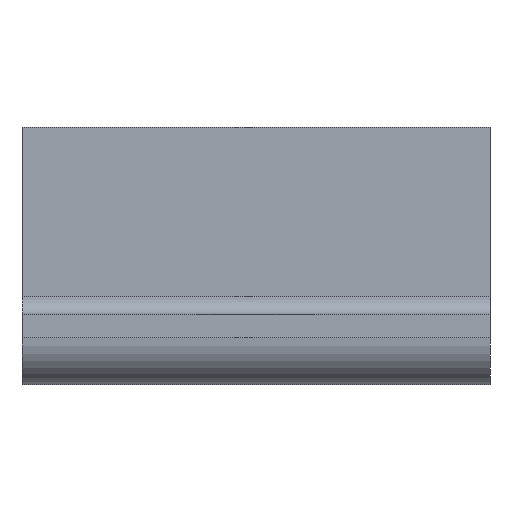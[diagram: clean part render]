
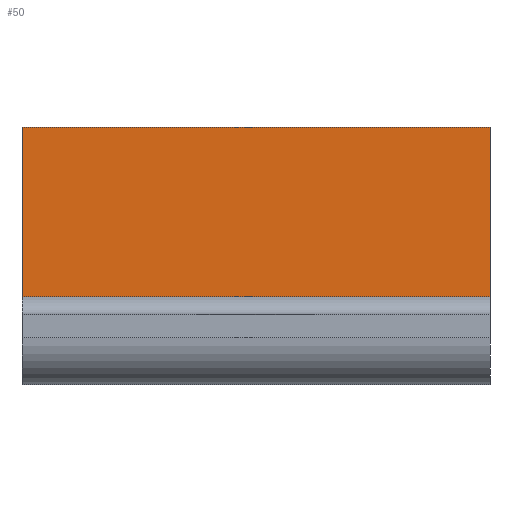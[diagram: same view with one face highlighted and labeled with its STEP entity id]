
A CAD part, front view. The second image highlights one B-rep face of the part: STEP entity #50.
In plain terms, the highlighted planar face has unit normal (0, -1, 0).
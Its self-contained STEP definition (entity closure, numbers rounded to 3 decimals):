
#45 = LINE ( 'NONE', #694, #514 ) ;
#47 = ORIENTED_EDGE ( 'NONE', *, *, #702, .F. ) ;
#50 = ADVANCED_FACE ( 'NONE', ( #205 ), #437, .F. ) ;
#73 = LINE ( 'NONE', #607, #692 ) ;
#94 = VERTEX_POINT ( 'NONE', #135 ) ;
#115 = ORIENTED_EDGE ( 'NONE', *, *, #556, .T. ) ;
#131 = VERTEX_POINT ( 'NONE', #678 ) ;
#135 = CARTESIAN_POINT ( 'NONE',  ( 20., 20., 1.5 ) ) ;
#144 = CARTESIAN_POINT ( 'NONE',  ( -20., 20., 1.5 ) ) ;
#182 = DIRECTION ( 'NONE',  ( 0., 0., 1. ) ) ;
#205 = FACE_OUTER_BOUND ( 'NONE', #442, .T. ) ;
#222 = VERTEX_POINT ( 'NONE', #144 ) ;
#226 = ORIENTED_EDGE ( 'NONE', *, *, #250, .T. ) ;
#233 = DIRECTION ( 'NONE',  ( 0., 0., -1. ) ) ;
#234 = DIRECTION ( 'NONE',  ( 1., 0., 0. ) ) ;
#237 = DIRECTION ( 'NONE',  ( 0., 1., 0. ) ) ;
#247 = CARTESIAN_POINT ( 'NONE',  ( 20., 20., 0. ) ) ;
#250 = EDGE_CURVE ( 'NONE', #222, #94, #587, .T. ) ;
#255 = LINE ( 'NONE', #664, #734 ) ;
#402 = AXIS2_PLACEMENT_3D ( 'NONE', #247, #237, #182 ) ;
#437 = PLANE ( 'NONE',  #402 ) ;
#438 = VECTOR ( 'NONE', #234, 1000. ) ;
#442 = EDGE_LOOP ( 'NONE', ( #767, #226, #47, #115 ) ) ;
#456 = CARTESIAN_POINT ( 'NONE',  ( 20., 20., 16. ) ) ;
#514 = VECTOR ( 'NONE', #690, 1000. ) ;
#526 = VERTEX_POINT ( 'NONE', #456 ) ;
#545 = CARTESIAN_POINT ( 'NONE',  ( 20., 20., 1.5 ) ) ;
#556 = EDGE_CURVE ( 'NONE', #526, #131, #45, .T. ) ;
#587 = LINE ( 'NONE', #545, #438 ) ;
#607 = CARTESIAN_POINT ( 'NONE',  ( 20., 20., 0. ) ) ;
#664 = CARTESIAN_POINT ( 'NONE',  ( -20., 20., 0. ) ) ;
#678 = CARTESIAN_POINT ( 'NONE',  ( -20., 20., 16. ) ) ;
#679 = EDGE_CURVE ( 'NONE', #131, #222, #255, .T. ) ;
#690 = DIRECTION ( 'NONE',  ( -1., 0., 0. ) ) ;
#692 = VECTOR ( 'NONE', #712, 1000. ) ;
#694 = CARTESIAN_POINT ( 'NONE',  ( 20., 20., 16. ) ) ;
#702 = EDGE_CURVE ( 'NONE', #526, #94, #73, .T. ) ;
#712 = DIRECTION ( 'NONE',  ( 0., 0., -1. ) ) ;
#734 = VECTOR ( 'NONE', #233, 1000. ) ;
#767 = ORIENTED_EDGE ( 'NONE', *, *, #679, .T. ) ;
